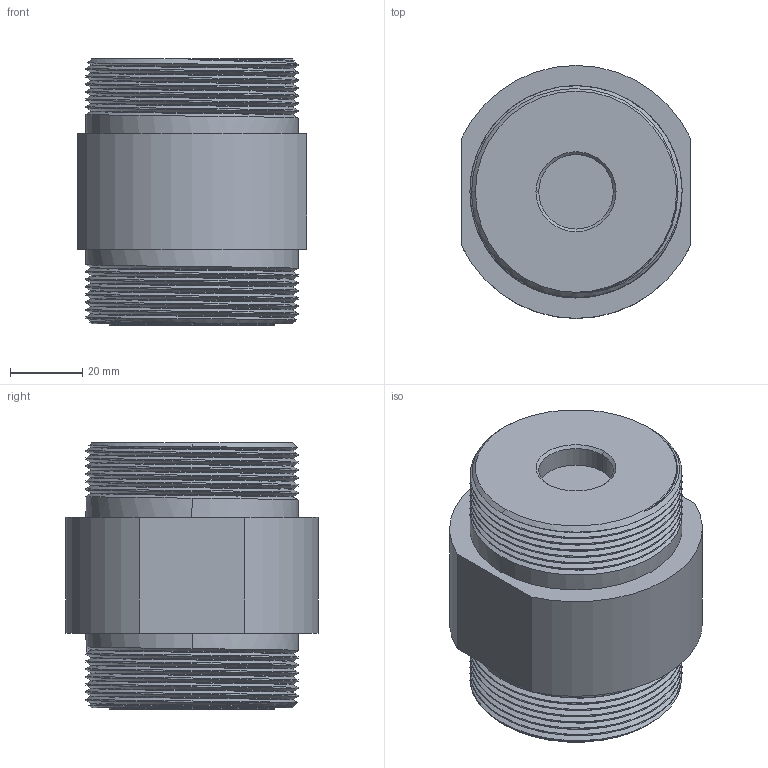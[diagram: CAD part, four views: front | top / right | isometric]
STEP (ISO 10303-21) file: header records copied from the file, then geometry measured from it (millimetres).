
FILE_DESCRIPTION (( 'STEP AP214' ), '1' );
FILE_NAME ('123A-5.STEP', '2018-01-30T16:38:45', ( '' ), ( '' ), 'SwSTEP 2.0', 'SolidWorks 2018', '' );
FILE_SCHEMA (( 'AUTOMOTIVE_DESIGN' ));
Length unit declared in the file: inch
Products named in the file (1): 123A-5
Bounding box: 63.5 x 69.85 x 73.53 mm (x, y, z)
Volume: 220851.3 mm3; surface area: 26323.9 mm2
Topology: 1 solids, 1 shells, 67 faces, 172 edges, 112 vertices
Faces by surface type: cylinder 38, plane 11, cone 10, bspline 6, torus 2
Entity records: 5440 total; most frequent: CARTESIAN_POINT 3972, ORIENTED_EDGE 344, DIRECTION 256, EDGE_CURVE 172, VERTEX_POINT 112, AXIS2_PLACEMENT_3D 98, EDGE_LOOP 72, FACE_OUTER_BOUND 67
